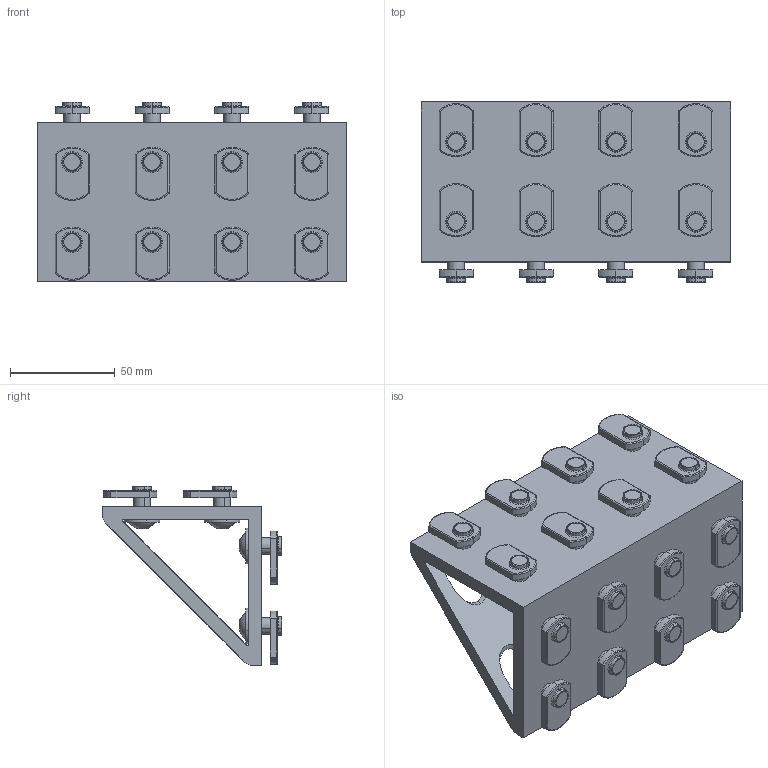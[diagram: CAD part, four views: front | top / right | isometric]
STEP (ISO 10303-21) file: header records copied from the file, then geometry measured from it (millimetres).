
FILE_DESCRIPTION (( 'STEP AP203' ), '1' );
FILE_NAME ('653292.SLDASM.step', '2003-10-13T11:33:15', ( 'Jerry Winters' ), ( 'GoEngineer' ), 'SwSTEP 2.0', 'SolidWorks 2003174', '' );
FILE_SCHEMA (( 'CONFIG_CONTROL_DESIGN' ));
Length unit declared in the file: inch
Products named in the file (5): 653292.SLDASM; 653292_11-173; 651129; FBHSCS_651134; 651097
Assembly tree (19 placements, depth 3):
  653292.SLDASM
    651129  x16
      FBHSCS_651134
      651097
    653292_11-173
Bounding box: 147.57 x 85.72 x 85.72 mm (x, y, z)
Volume: 233250.9 mm3; surface area: 103196 mm2
Topology: 33 solids, 33 shells, 692 faces, 1566 edges, 980 vertices
Faces by surface type: cylinder 330, plane 250, torus 80, sphere 32
Entity records: 6536 total; most frequent: CARTESIAN_POINT 1666, ORIENTED_EDGE 882, DIRECTION 789, EDGE_CURVE 441, AXIS2_PLACEMENT_3D 318, VERTEX_POINT 275, EDGE_LOOP 214, ADVANCED_FACE 167
